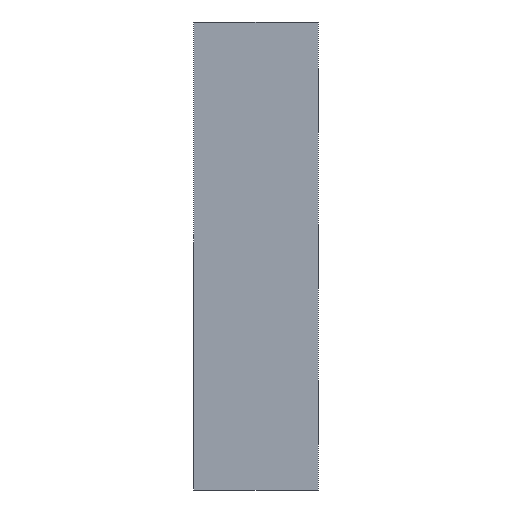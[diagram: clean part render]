
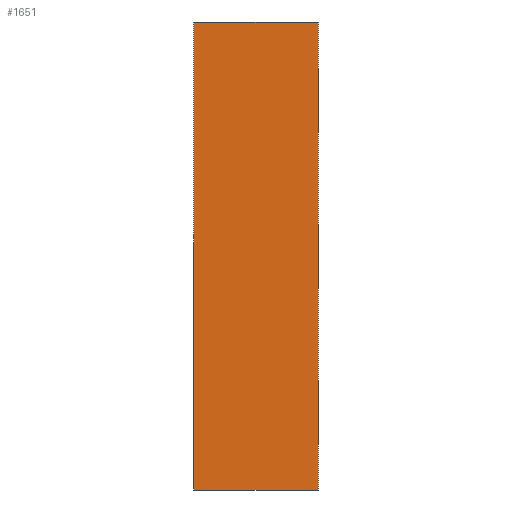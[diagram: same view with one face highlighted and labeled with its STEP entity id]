
A CAD part, left-side view. The second image highlights one B-rep face of the part: STEP entity #1651.
In plain terms, the highlighted planar face has unit normal (-1, 0, 0).
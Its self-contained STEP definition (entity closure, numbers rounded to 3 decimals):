
#229 = AXIS2_PLACEMENT_3D ( 'NONE', #2898, #877, #1505 ) ;
#313 = ORIENTED_EDGE ( 'NONE', *, *, #1260, .T. ) ;
#314 = CARTESIAN_POINT ( 'NONE',  ( 0., 0.8, -3. ) ) ;
#361 = DIRECTION ( 'NONE',  ( 0., 0., 1. ) ) ;
#369 = ORIENTED_EDGE ( 'NONE', *, *, #1295, .T. ) ;
#601 = EDGE_LOOP ( 'NONE', ( #369, #2728, #2674, #313 ) ) ;
#640 = PLANE ( 'NONE',  #229 ) ;
#644 = DIRECTION ( 'NONE',  ( 0., 0., 1. ) ) ;
#705 = EDGE_CURVE ( 'NONE', #915, #2693, #2868, .T. ) ;
#780 = CARTESIAN_POINT ( 'NONE',  ( 0., 0.8, 0. ) ) ;
#877 = DIRECTION ( 'NONE',  ( 1., 0., 0. ) ) ;
#915 = VERTEX_POINT ( 'NONE', #780 ) ;
#1006 = LINE ( 'NONE', #1874, #2049 ) ;
#1007 = CARTESIAN_POINT ( 'NONE',  ( 0., 0., 0. ) ) ;
#1117 = DIRECTION ( 'NONE',  ( 0., -1., 0. ) ) ;
#1155 = VECTOR ( 'NONE', #361, 1000. ) ;
#1174 = DIRECTION ( 'NONE',  ( 0., -1., 0. ) ) ;
#1260 = EDGE_CURVE ( 'NONE', #1984, #2776, #1006, .T. ) ;
#1295 = EDGE_CURVE ( 'NONE', #2776, #2693, #1320, .T. ) ;
#1320 = LINE ( 'NONE', #2675, #1155 ) ;
#1323 = CARTESIAN_POINT ( 'NONE',  ( 0., 0.8, 0. ) ) ;
#1505 = DIRECTION ( 'NONE',  ( 0., 0., -1. ) ) ;
#1571 = CARTESIAN_POINT ( 'NONE',  ( 0., 0., -3. ) ) ;
#1651 = ADVANCED_FACE ( 'NONE', ( #2860 ), #640, .F. ) ;
#1771 = CARTESIAN_POINT ( 'NONE',  ( 0., 0.8, 0. ) ) ;
#1874 = CARTESIAN_POINT ( 'NONE',  ( 0., 0.8, -3. ) ) ;
#1984 = VERTEX_POINT ( 'NONE', #314 ) ;
#2049 = VECTOR ( 'NONE', #1174, 1000. ) ;
#2289 = EDGE_CURVE ( 'NONE', #1984, #915, #2933, .T. ) ;
#2674 = ORIENTED_EDGE ( 'NONE', *, *, #2289, .F. ) ;
#2675 = CARTESIAN_POINT ( 'NONE',  ( 0., 0., 0. ) ) ;
#2693 = VERTEX_POINT ( 'NONE', #1007 ) ;
#2728 = ORIENTED_EDGE ( 'NONE', *, *, #705, .F. ) ;
#2746 = VECTOR ( 'NONE', #644, 1000. ) ;
#2776 = VERTEX_POINT ( 'NONE', #1571 ) ;
#2860 = FACE_OUTER_BOUND ( 'NONE', #601, .T. ) ;
#2868 = LINE ( 'NONE', #1771, #2875 ) ;
#2875 = VECTOR ( 'NONE', #1117, 1000. ) ;
#2898 = CARTESIAN_POINT ( 'NONE',  ( 0., 0.8, 0. ) ) ;
#2933 = LINE ( 'NONE', #1323, #2746 ) ;
